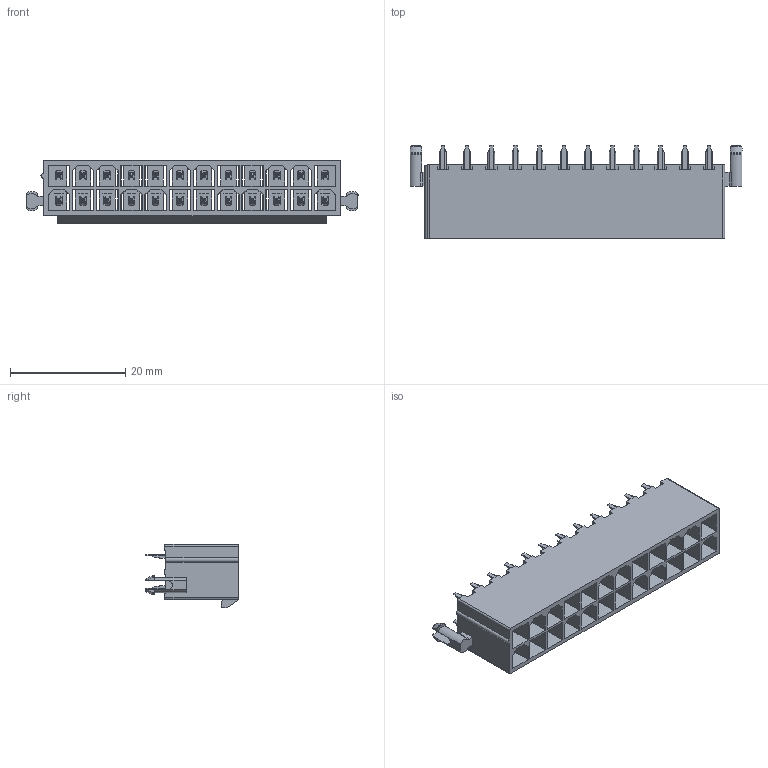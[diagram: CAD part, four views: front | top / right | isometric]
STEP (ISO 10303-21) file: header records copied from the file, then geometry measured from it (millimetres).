
FILE_DESCRIPTION( ('This file contains a STEP AP42 implementation' ,'as created by ZW3D STEP Interface translator.') ,'2;1' );
FILE_NAME( 'WF4201-2WS12WA5.stp' ,'231024.104037', (''), ('ZWCAD Software Co.'), 'Version 1.0', 'ZW3D to STEP translator', '' );
FILE_SCHEMA(('AUTOMOTIVE_DESIGN { 1 0 10303 214 1 1 1 1 }'));
Length unit declared in the file: millimetre
Products named in the file (2): 0; WF4201-2WS12WA5
Bounding box: 57.6 x 16.2 x 11 mm (x, y, z)
Volume: 3116.7 mm3; surface area: 7821.6 mm2
Topology: 1 solids, 1 shells, 4857 faces, 12798 edges, 7812 vertices
Faces by surface type: plane 3626, bspline 776, cylinder 447, cone 8
Entity records: 168414 total; most frequent: CARTESIAN_POINT 49436, ORIENTED_EDGE 25734, DIRECTION 20194, EDGE_CURVE 12822, VECTOR 10574, LINE 10574, VERTEX_POINT 7836, EDGE_LOOP 4955
